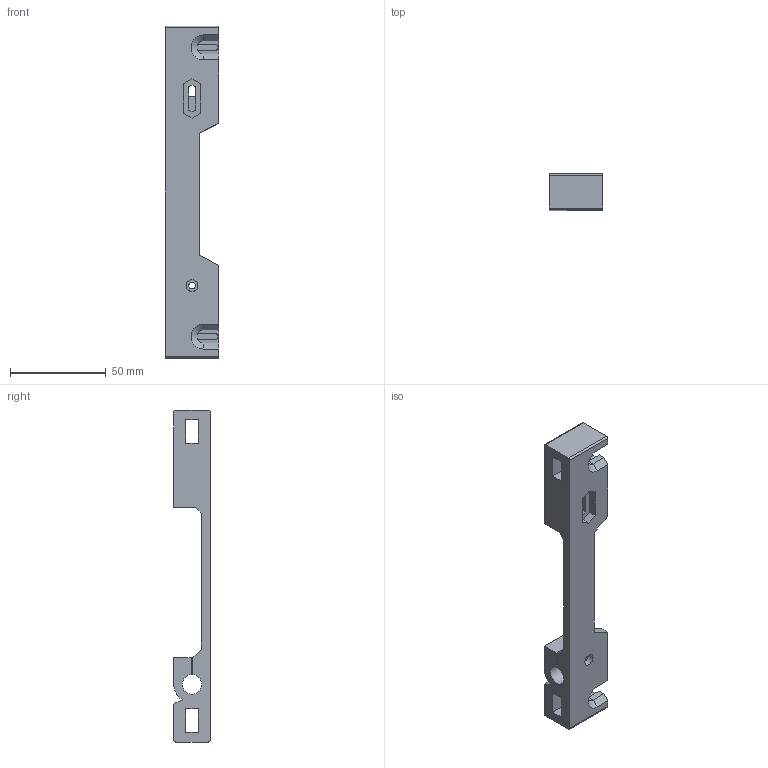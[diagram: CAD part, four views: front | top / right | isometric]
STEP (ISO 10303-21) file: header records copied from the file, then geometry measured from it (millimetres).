
FILE_DESCRIPTION(('FreeCAD Model'),'2;1');
FILE_NAME('Open CASCADE Shape Model','2025-02-27T23:13:14',(''),(''), 'Open CASCADE STEP processor 7.8','FreeCAD','Unknown');
FILE_SCHEMA(('AUTOMOTIVE_DESIGN { 1 0 10303 214 1 1 1 1 }'));
Length unit declared in the file: millimetre
Products named in the file (1): Holder_B-Body
Bounding box: 28 x 19 x 172.93 mm (x, y, z)
Volume: 45298.1 mm3; surface area: 19429.4 mm2
Topology: 1 solids, 1 shells, 99 faces, 287 edges, 189 vertices
Faces by surface type: plane 80, cylinder 16, cone 3
Full cylindrical faces by diameter (mm): 3.4 x2, 4.5 x1, 6.1 x1
Entity records: 3370 total; most frequent: CARTESIAN_POINT 670, ORIENTED_EDGE 574, DIRECTION 518, EDGE_CURVE 287, LINE 252, VECTOR 252, VERTEX_POINT 189, AXIS2_PLACEMENT_3D 133
